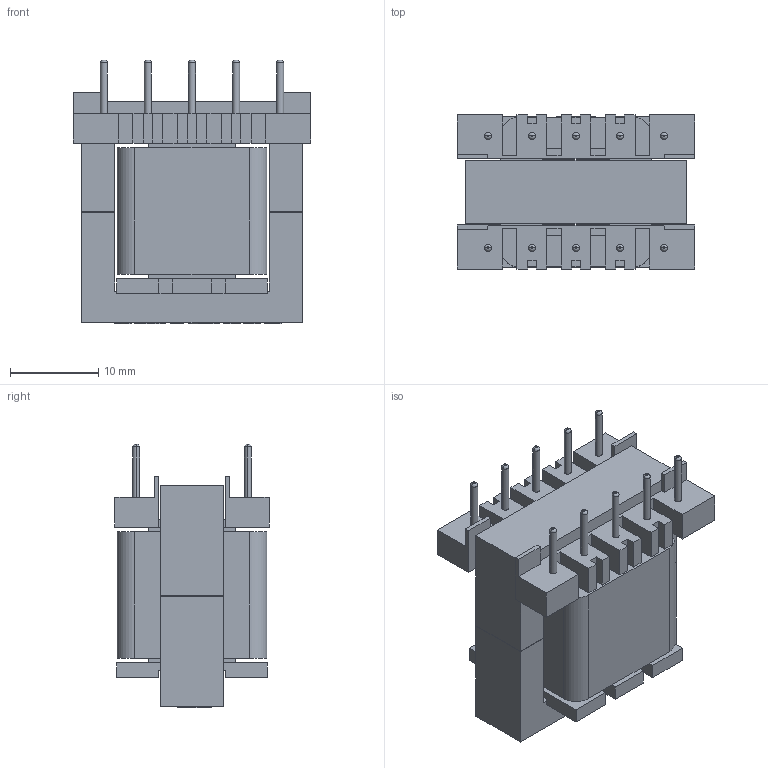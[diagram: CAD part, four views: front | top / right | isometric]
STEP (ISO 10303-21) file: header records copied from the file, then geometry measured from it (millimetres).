
FILE_DESCRIPTION (( 'STEP AP214' ), '1' );
FILE_NAME ('User Library-EE25_13_7_ferrite_transformer.STEP', '2020-03-11T21:08:50', ( '' ), ( '' ), 'SwSTEP 2.0', 'SolidWorks 2019', '' );
FILE_SCHEMA (( 'AUTOMOTIVE_DESIGN' ));
Length unit declared in the file: millimetre
Products named in the file (1): User Library-EE25_13_7_ferrite_transformer
Bounding box: 27 x 17.5 x 29.9 mm (x, y, z)
Volume: 7520 mm3; surface area: 6339.7 mm2
Topology: 3 solids, 3 shells, 336 faces, 902 edges, 592 vertices
Faces by surface type: plane 248, bspline 44, cylinder 24, torus 20
Entity records: 12619 total; most frequent: CARTESIAN_POINT 2403, ORIENTED_EDGE 1804, DIRECTION 1488, EDGE_CURVE 902, LINE 726, VECTOR 726, VERTEX_POINT 592, AXIS2_PLACEMENT_3D 381
